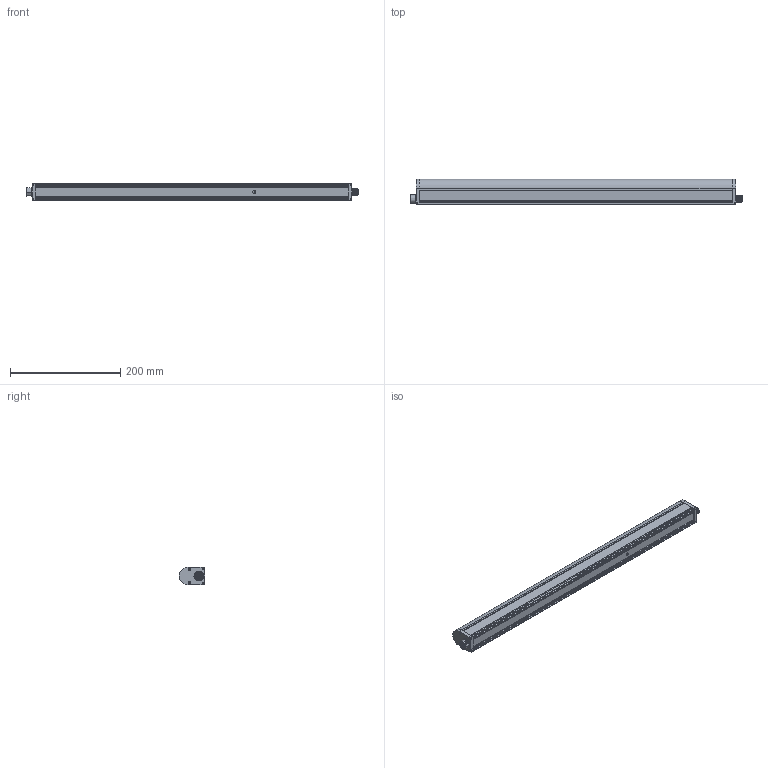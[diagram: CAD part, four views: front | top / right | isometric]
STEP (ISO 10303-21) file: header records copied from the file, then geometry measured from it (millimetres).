
FILE_DESCRIPTION((''),'2;1');
FILE_NAME('175632_SM01_ASM','2024-05-28T10:08:33',('banengservice'),('BANNER ENGINEERING'),'CREO PARAMETRIC BY PTC INC, 2022414','CREO PARAMETRIC BY PTC INC, 2022414','');
FILE_SCHEMA(('CONFIG_CONTROL_DESIGN'));
Products named in the file (2): 175632_EP01; 175632_SM01_ASM
Assembly tree (1 placements, depth 2):
  175632_SM01_ASM
    175632_EP01
Bounding box: 602 x 46 x 32 mm (x, y, z)
Volume: 767488.1 mm3; surface area: 99474 mm2
Topology: 1 solids, 1 shells, 1098 faces, 3279 edges, 2096 vertices
Faces by surface type: cylinder 433, plane 416, bspline 143, cone 51, torus 37, sphere 18
Entity records: 121671 total; most frequent: CARTESIAN_POINT 93524, ORIENTED_EDGE 6558, DIRECTION 5066, EDGE_CURVE 3279, VERTEX_POINT 2096, AXIS2_PLACEMENT_3D 1750, VECTOR 1566, LINE 1566
